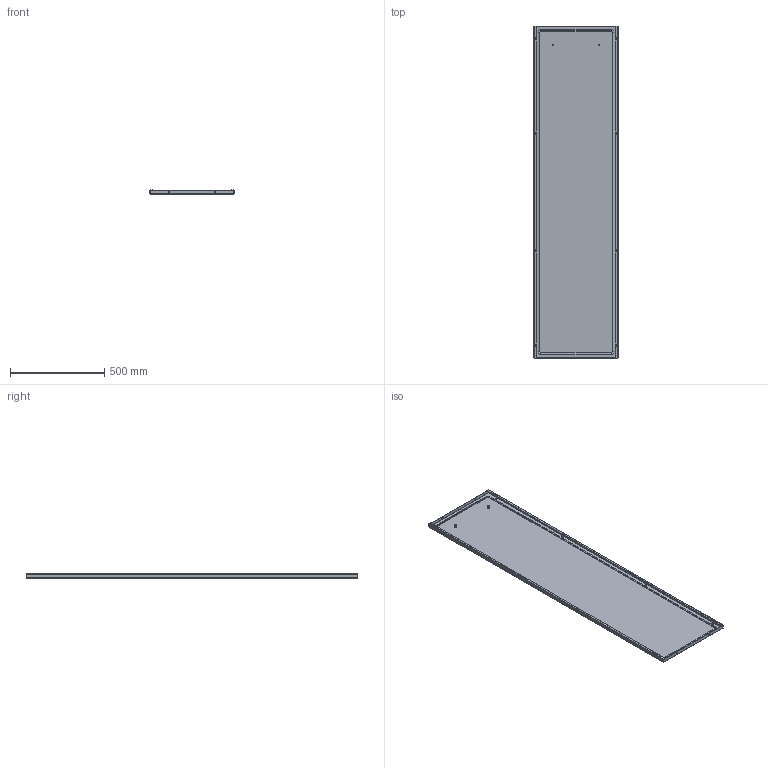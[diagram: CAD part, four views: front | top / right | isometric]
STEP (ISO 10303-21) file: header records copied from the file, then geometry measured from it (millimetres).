
FILE_DESCRIPTION (( 'STEP AP203' ), '1' );
FILE_NAME ('R5LE1852.step', '2011-02-16T13:29:04', ( 'User' ), ( 'DKC' ), 'SwSTEP 2.0', 'SolidWorks 2010', '' );
FILE_SCHEMA (( 'CONFIG_CONTROL_DESIGN' ));
Length unit declared in the file: millimetre
Products named in the file (5): R5LE1852; land; end-cap; sealant for laterale per quadro_1800x500; Side_Panels_1800x500
Assembly tree (6 placements, depth 2):
  R5LE1852
    end-cap  x2
    land  x2
    sealant for laterale per quadro_1800x500
    Side_Panels_1800x500
Bounding box: 446 x 1761 x 21.5 mm (x, y, z)
Volume: 1446882.6 mm3; surface area: 1892948.9 mm2
Topology: 8 solids, 8 shells, 906 faces, 2585 edges, 1696 vertices
Faces by surface type: bspline 570, cylinder 221, plane 103, torus 12
Entity records: 26279 total; most frequent: CARTESIAN_POINT 15304, ORIENTED_EDGE 2952, EDGE_CURVE 1476, DIRECTION 1158, VERTEX_POINT 957, B_SPLINE_CURVE_WITH_KNOTS 711, EDGE_LOOP 555, ADVANCED_FACE 529
